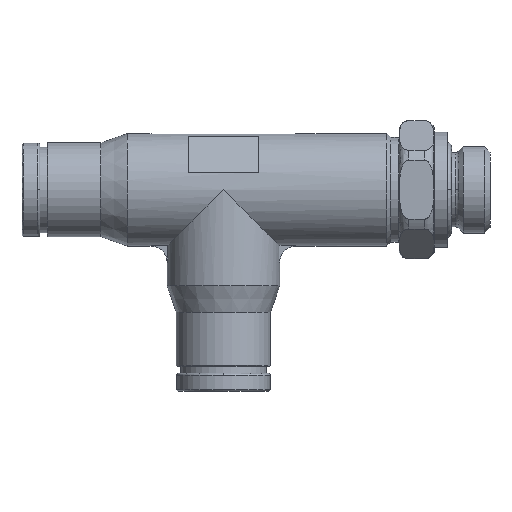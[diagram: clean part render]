
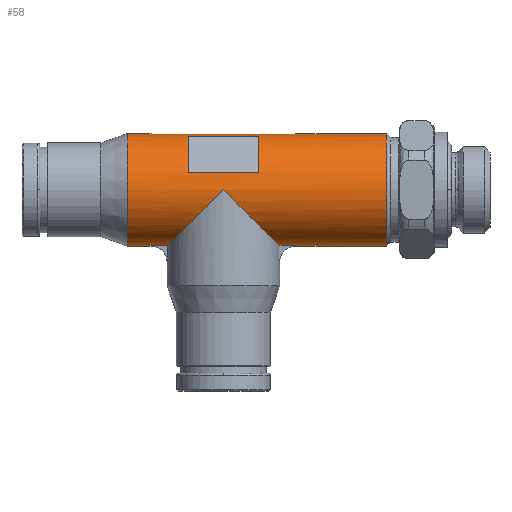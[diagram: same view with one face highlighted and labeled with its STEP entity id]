
A CAD part, top view. The second image highlights one B-rep face of the part: STEP entity #58.
In plain terms, the highlighted cylindrical face has radius 8.55 mm (diameter 17.1 mm), a partial arc.
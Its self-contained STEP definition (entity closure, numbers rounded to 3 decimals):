
#58=ADVANCED_FACE('',(#210,#211),#212,.T.);
#210=FACE_BOUND('',#499,.T.);
#211=FACE_OUTER_BOUND('',#500,.T.);
#212=CYLINDRICAL_SURFACE('',#501,8.55);
#499=EDGE_LOOP('',(#856,#857,#858,#859));
#500=EDGE_LOOP('',(#860,#861,#862,#863,#864,#865,#866,#867,#868,#869,#870,#871,#872,#873,#874));
#501=AXIS2_PLACEMENT_3D('',#875,#876,#877);
#856=ORIENTED_EDGE('',*,*,#1916,.T.);
#857=ORIENTED_EDGE('',*,*,#1917,.T.);
#858=ORIENTED_EDGE('',*,*,#1918,.T.);
#859=ORIENTED_EDGE('',*,*,#1919,.T.);
#860=ORIENTED_EDGE('',*,*,#1920,.F.);
#861=ORIENTED_EDGE('',*,*,#1921,.T.);
#862=ORIENTED_EDGE('',*,*,#1922,.F.);
#863=ORIENTED_EDGE('',*,*,#1923,.T.);
#864=ORIENTED_EDGE('',*,*,#1924,.T.);
#865=ORIENTED_EDGE('',*,*,#1925,.T.);
#866=ORIENTED_EDGE('',*,*,#1926,.T.);
#867=ORIENTED_EDGE('',*,*,#1927,.T.);
#868=ORIENTED_EDGE('',*,*,#1928,.T.);
#869=ORIENTED_EDGE('',*,*,#1929,.F.);
#870=ORIENTED_EDGE('',*,*,#1914,.F.);
#871=ORIENTED_EDGE('',*,*,#1930,.F.);
#872=ORIENTED_EDGE('',*,*,#1931,.T.);
#873=ORIENTED_EDGE('',*,*,#1932,.T.);
#874=ORIENTED_EDGE('',*,*,#1933,.T.);
#875=CARTESIAN_POINT('',(-35.401,0.0,0.0));
#876=DIRECTION('',(1.0,0.0,0.0));
#877=DIRECTION('',(0.0,1.0,0.0));
#1914=EDGE_CURVE('',#2291,#2293,#2294,.T.);
#1916=EDGE_CURVE('',#2296,#2297,#2298,.T.);
#1917=EDGE_CURVE('',#2297,#2299,#2300,.T.);
#1918=EDGE_CURVE('',#2299,#2301,#2302,.T.);
#1919=EDGE_CURVE('',#2301,#2296,#2303,.T.);
#1920=EDGE_CURVE('',#2304,#2305,#2306,.T.);
#1921=EDGE_CURVE('',#2304,#2307,#2308,.T.);
#1922=EDGE_CURVE('',#2309,#2307,#2310,.T.);
#1923=EDGE_CURVE('',#2309,#2311,#2312,.T.);
#1924=EDGE_CURVE('',#2311,#2313,#2314,.T.);
#1925=EDGE_CURVE('',#2313,#2315,#2316,.T.);
#1926=EDGE_CURVE('',#2315,#2317,#2318,.T.);
#1927=EDGE_CURVE('',#2317,#2319,#2320,.T.);
#1928=EDGE_CURVE('',#2319,#2321,#2322,.T.);
#1929=EDGE_CURVE('',#2293,#2321,#2323,.T.);
#1930=EDGE_CURVE('',#2324,#2291,#2325,.T.);
#1931=EDGE_CURVE('',#2324,#2326,#2327,.T.);
#1932=EDGE_CURVE('',#2326,#2328,#2329,.T.);
#1933=EDGE_CURVE('',#2328,#2305,#2330,.T.);
#2291=VERTEX_POINT('',#2867);
#2293=VERTEX_POINT('',#2870);
#2294=CIRCLE('',#2871,8.55);
#2296=VERTEX_POINT('',#2874);
#2297=VERTEX_POINT('',#2875);
#2298=LINE('',#2876,#2877);
#2299=VERTEX_POINT('',#2878);
#2300=CIRCLE('',#2879,8.55);
#2301=VERTEX_POINT('',#2880);
#2302=LINE('',#2881,#2882);
#2303=CIRCLE('',#2883,8.55);
#2304=VERTEX_POINT('',#2884);
#2305=VERTEX_POINT('',#2885);
#2306=LINE('',#2886,#2887);
#2307=VERTEX_POINT('',#2888);
#2308=CIRCLE('',#2889,8.55);
#2309=VERTEX_POINT('',#2890);
#2310=LINE('',#2891,#2892);
#2311=VERTEX_POINT('',#2893);
#2312=CIRCLE('',#2894,8.55);
#2313=VERTEX_POINT('',#2895);
#2314=LINE('',#2896,#2897);
#2315=VERTEX_POINT('',#2898);
#2316=ELLIPSE('',#2899,12.092,8.55);
#2317=VERTEX_POINT('',#2900);
#2318=ELLIPSE('',#2901,12.092,8.55);
#2319=VERTEX_POINT('',#2902);
#2320=LINE('',#2903,#2904);
#2321=VERTEX_POINT('',#2905);
#2322=CIRCLE('',#2906,8.55);
#2323=LINE('',#2907,#2908);
#2324=VERTEX_POINT('',#2909);
#2325=LINE('',#2910,#2911);
#2326=VERTEX_POINT('',#2912);
#2327=CIRCLE('',#2913,8.55);
#2328=VERTEX_POINT('',#2914);
#2329=LINE('',#2915,#2916);
#2330=CIRCLE('',#2917,8.55);
#2867=CARTESIAN_POINT('',(-15.701,8.55,0.0));
#2870=CARTESIAN_POINT('',(-15.701,-8.55,0.));
#2871=AXIS2_PLACEMENT_3D('',#4236,#4237,#4238);
#2874=CARTESIAN_POINT('',(-45.879,8.116,2.688));
#2875=CARTESIAN_POINT('',(-35.121,8.116,2.688));
#2876=CARTESIAN_POINT('',(-35.401,8.116,2.688));
#2877=VECTOR('',#4240,1.0);
#2878=CARTESIAN_POINT('',(-35.121,2.688,8.116));
#2879=AXIS2_PLACEMENT_3D('',#4241,#4242,#4243);
#2880=CARTESIAN_POINT('',(-45.879,2.688,8.116));
#2881=CARTESIAN_POINT('',(-35.401,2.688,8.116));
#2882=VECTOR('',#4244,1.0);
#2883=AXIS2_PLACEMENT_3D('',#4245,#4246,#4247);
#2884=CARTESIAN_POINT('',(-55.1,8.55,0.0));
#2885=CARTESIAN_POINT('',(-51.5,8.55,0.));
#2886=CARTESIAN_POINT('',(-35.401,8.55,0.));
#2887=VECTOR('',#4248,1.0);
#2888=CARTESIAN_POINT('',(-55.1,-8.55,0.));
#2889=AXIS2_PLACEMENT_3D('',#4249,#4250,#4251);
#2890=CARTESIAN_POINT('',(-51.5,-8.55,0.));
#2891=CARTESIAN_POINT('',(-35.401,-8.55,0.));
#2892=VECTOR('',#4252,1.0);
#2893=CARTESIAN_POINT('',(-51.5,-8.435,1.4));
#2894=AXIS2_PLACEMENT_3D('',#4253,#4254,#4255);
#2895=CARTESIAN_POINT('',(-48.935,-8.435,1.4));
#2896=CARTESIAN_POINT('',(-40.5,-8.435,1.4));
#2897=VECTOR('',#4256,1.0);
#2898=CARTESIAN_POINT('',(-40.5,0.0,8.55));
#2899=AXIS2_PLACEMENT_3D('',#4257,#4258,#4259);
#2900=CARTESIAN_POINT('',(-32.065,-8.435,1.4));
#2901=AXIS2_PLACEMENT_3D('',#4260,#4261,#4262);
#2902=CARTESIAN_POINT('',(-29.5,-8.435,1.4));
#2903=CARTESIAN_POINT('',(-40.5,-8.435,1.4));
#2904=VECTOR('',#4263,1.0);
#2905=CARTESIAN_POINT('',(-29.5,-8.55,0.));
#2906=AXIS2_PLACEMENT_3D('',#4264,#4265,#4266);
#2907=CARTESIAN_POINT('',(-35.401,-8.55,0.));
#2908=VECTOR('',#4267,1.0);
#2909=CARTESIAN_POINT('',(-29.5,8.55,0.));
#2910=CARTESIAN_POINT('',(-35.401,8.55,0.));
#2911=VECTOR('',#4268,1.0);
#2912=CARTESIAN_POINT('',(-29.5,8.435,1.4));
#2913=AXIS2_PLACEMENT_3D('',#4269,#4270,#4271);
#2914=CARTESIAN_POINT('',(-51.5,8.435,1.4));
#2915=CARTESIAN_POINT('',(-40.5,8.435,1.4));
#2916=VECTOR('',#4272,1.0);
#2917=AXIS2_PLACEMENT_3D('',#4273,#4274,#4275);
#4236=CARTESIAN_POINT('',(-15.701,0.0,0.0));
#4237=DIRECTION('',(1.0,0.0,0.0));
#4238=DIRECTION('',(0.0,1.0,0.0));
#4240=DIRECTION('',(1.0,0.0,0.0));
#4241=CARTESIAN_POINT('',(-35.121,0.0,0.0));
#4242=DIRECTION('',(1.0,0.0,-0.0));
#4243=DIRECTION('',(0.0,1.0,0.0));
#4244=DIRECTION('',(-1.0,-0.0,-0.0));
#4245=CARTESIAN_POINT('',(-45.879,0.0,0.0));
#4246=DIRECTION('',(-1.0,0.0,0.0));
#4247=DIRECTION('',(0.0,1.0,0.0));
#4248=DIRECTION('',(1.0,0.0,0.0));
#4249=CARTESIAN_POINT('',(-55.1,0.0,0.0));
#4250=DIRECTION('',(1.0,0.0,0.0));
#4251=DIRECTION('',(0.0,1.0,0.0));
#4252=DIRECTION('',(-1.0,-0.0,-0.0));
#4253=CARTESIAN_POINT('',(-51.5,0.0,0.0));
#4254=DIRECTION('',(-1.0,0.,0.0));
#4255=DIRECTION('',(0.,1.0,0.0));
#4256=DIRECTION('',(1.0,0.0,0.0));
#4257=CARTESIAN_POINT('',(-40.5,0.0,0.0));
#4258=DIRECTION('',(-0.707,0.707,0.0));
#4259=DIRECTION('',(0.707,0.707,0.0));
#4260=CARTESIAN_POINT('',(-40.5,0.0,0.0));
#4261=DIRECTION('',(0.707,0.707,0.0));
#4262=DIRECTION('',(0.707,-0.707,0.0));
#4263=DIRECTION('',(1.0,0.0,0.0));
#4264=CARTESIAN_POINT('',(-29.5,0.0,0.0));
#4265=DIRECTION('',(1.0,0.,0.0));
#4266=DIRECTION('',(0.,1.0,0.0));
#4267=DIRECTION('',(-1.0,-0.0,-0.0));
#4268=DIRECTION('',(1.0,0.0,0.0));
#4269=CARTESIAN_POINT('',(-29.5,0.0,0.0));
#4270=DIRECTION('',(1.0,0.0,-0.0));
#4271=DIRECTION('',(0.0,1.0,0.0));
#4272=DIRECTION('',(-1.0,-0.0,-0.0));
#4273=CARTESIAN_POINT('',(-51.5,0.0,0.0));
#4274=DIRECTION('',(-1.0,0.0,0.0));
#4275=DIRECTION('',(0.0,1.0,0.0));
